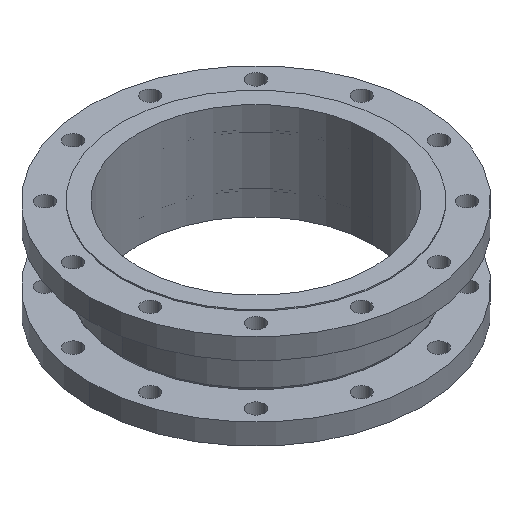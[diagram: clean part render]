
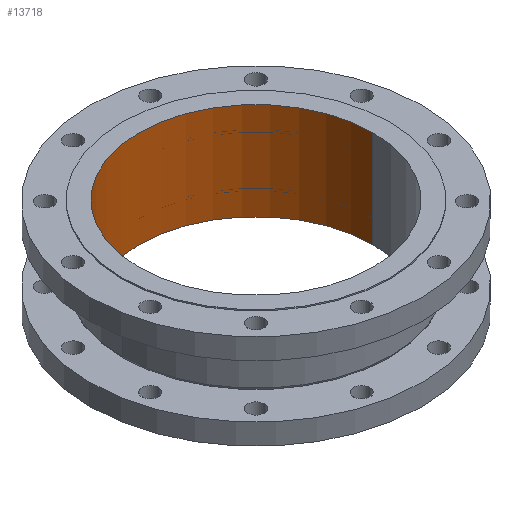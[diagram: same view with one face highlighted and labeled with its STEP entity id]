
A CAD part, isometric view. The second image highlights one B-rep face of the part: STEP entity #13718.
In plain terms, the highlighted cylindrical face has radius 156.5 mm (diameter 313 mm), a partial arc.
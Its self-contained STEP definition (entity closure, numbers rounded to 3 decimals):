
#1607 = DIRECTION ( 'NONE',  ( 1., 0., 0. ) ) ;
#2071 = CARTESIAN_POINT ( 'NONE',  ( 0., 0., 0. ) ) ;
#2559 = CARTESIAN_POINT ( 'NONE',  ( 0., 0., 0. ) ) ;
#3967 = DIRECTION ( 'NONE',  ( 0., 0., 1. ) ) ;
#4147 = CARTESIAN_POINT ( 'NONE',  ( 156.5, 0., -130. ) ) ;
#4739 = VERTEX_POINT ( 'NONE', #4147 ) ;
#4998 = VERTEX_POINT ( 'NONE', #26158 ) ;
#6535 = CARTESIAN_POINT ( 'NONE',  ( 0., 0., -130. ) ) ;
#7012 = CYLINDRICAL_SURFACE ( 'NONE', #20817, 156.5 ) ;
#9007 = EDGE_CURVE ( 'NONE', #4998, #9818, #18315, .T. ) ;
#9818 = VERTEX_POINT ( 'NONE', #30100 ) ;
#11018 = CIRCLE ( 'NONE', #25778, 156.5 ) ;
#13618 = ORIENTED_EDGE ( 'NONE', *, *, #17664, .F. ) ;
#13718 = ADVANCED_FACE ( 'NONE', ( #18259 ), #7012, .F. ) ;
#15667 = ORIENTED_EDGE ( 'NONE', *, *, #24719, .T. ) ;
#15988 = CARTESIAN_POINT ( 'NONE',  ( 156.5, 0., 0. ) ) ;
#16171 = VERTEX_POINT ( 'NONE', #25152 ) ;
#16492 = EDGE_CURVE ( 'NONE', #4739, #16171, #25114, .T. ) ;
#16586 = DIRECTION ( 'NONE',  ( 1., 0., 0. ) ) ;
#17664 = EDGE_CURVE ( 'NONE', #4739, #4998, #25153, .T. ) ;
#18259 = FACE_OUTER_BOUND ( 'NONE', #19699, .T. ) ;
#18315 = LINE ( 'NONE', #25885, #29313 ) ;
#19699 = EDGE_LOOP ( 'NONE', ( #21265, #13618, #21159, #15667 ) ) ;
#20817 = AXIS2_PLACEMENT_3D ( 'NONE', #2071, #20882, #25677 ) ;
#20882 = DIRECTION ( 'NONE',  ( 0., 0., 1. ) ) ;
#21159 = ORIENTED_EDGE ( 'NONE', *, *, #16492, .T. ) ;
#21265 = ORIENTED_EDGE ( 'NONE', *, *, #9007, .F. ) ;
#22433 = DIRECTION ( 'NONE',  ( 0., 0., 1. ) ) ;
#24719 = EDGE_CURVE ( 'NONE', #16171, #9818, #11018, .T. ) ;
#25114 = LINE ( 'NONE', #15988, #28098 ) ;
#25152 = CARTESIAN_POINT ( 'NONE',  ( 156.5, 0., 0. ) ) ;
#25153 = CIRCLE ( 'NONE', #25649, 156.5 ) ;
#25649 = AXIS2_PLACEMENT_3D ( 'NONE', #6535, #22433, #1607 ) ;
#25677 = DIRECTION ( 'NONE',  ( 1., 0., 0. ) ) ;
#25778 = AXIS2_PLACEMENT_3D ( 'NONE', #2559, #26172, #16586 ) ;
#25885 = CARTESIAN_POINT ( 'NONE',  ( -156.5, 0., 0. ) ) ;
#26158 = CARTESIAN_POINT ( 'NONE',  ( -156.5, 0., -130. ) ) ;
#26172 = DIRECTION ( 'NONE',  ( 0., 0., 1. ) ) ;
#28098 = VECTOR ( 'NONE', #3967, 1000. ) ;
#29313 = VECTOR ( 'NONE', #30224, 1000. ) ;
#30100 = CARTESIAN_POINT ( 'NONE',  ( -156.5, 0., 0. ) ) ;
#30224 = DIRECTION ( 'NONE',  ( 0., 0., 1. ) ) ;
